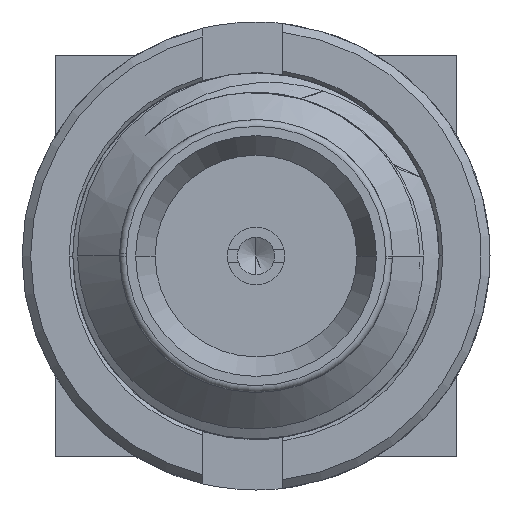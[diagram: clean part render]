
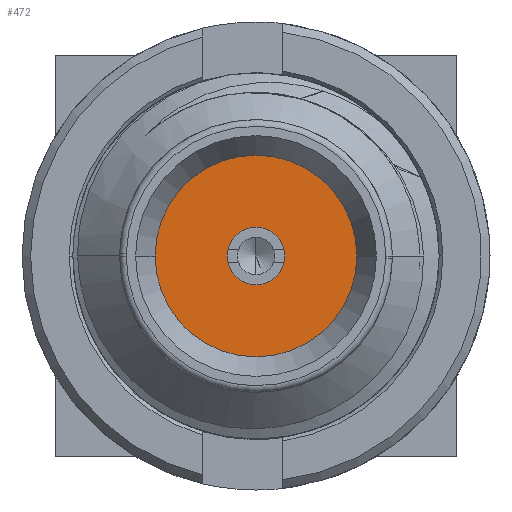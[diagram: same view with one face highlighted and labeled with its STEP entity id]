
A CAD part, left-side view. The second image highlights one B-rep face of the part: STEP entity #472.
In plain terms, the highlighted planar face has unit normal (-1, 0, 0).
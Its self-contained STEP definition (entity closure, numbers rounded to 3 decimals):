
#472=ADVANCED_FACE('',(#957,#958),#959,.T.);
#957=FACE_OUTER_BOUND('',#11015,.T.);
#958=FACE_BOUND('',#11016,.T.);
#959=PLANE('',#11017);
#11015=EDGE_LOOP('',(#12384,#12385));
#11016=EDGE_LOOP('',(#12386,#12387));
#11017=AXIS2_PLACEMENT_3D('',#12388,#12389,#12390);
#12384=ORIENTED_EDGE('',*,*,#13073,.F.);
#12385=ORIENTED_EDGE('',*,*,#13070,.F.);
#12386=ORIENTED_EDGE('',*,*,#13075,.F.);
#12387=ORIENTED_EDGE('',*,*,#13076,.F.);
#12388=CARTESIAN_POINT('',(5.842,0.0,0.0));
#12389=DIRECTION('',(-1.0,0.0,0.0));
#12390=DIRECTION('',(0.0,1.0,0.0));
#13070=EDGE_CURVE('',#13935,#13937,#13938,.F.);
#13073=EDGE_CURVE('',#13937,#13935,#13941,.F.);
#13075=EDGE_CURVE('',#13943,#13944,#13945,.F.);
#13076=EDGE_CURVE('',#13944,#13943,#13946,.F.);
#13935=VERTEX_POINT('',#29329);
#13937=VERTEX_POINT('',#29332);
#13938=CIRCLE('',#29333,1.511);
#13941=CIRCLE('',#29337,1.511);
#13943=VERTEX_POINT('',#29339);
#13944=VERTEX_POINT('',#29340);
#13945=CIRCLE('',#29341,0.43);
#13946=CIRCLE('',#29342,0.43);
#29329=CARTESIAN_POINT('',(5.842,1.511,0.0));
#29332=CARTESIAN_POINT('',(5.842,-1.511,0.));
#29333=AXIS2_PLACEMENT_3D('',#29797,#29798,#29799);
#29337=AXIS2_PLACEMENT_3D('',#29801,#29802,#29803);
#29339=CARTESIAN_POINT('',(5.842,0.,0.43));
#29340=CARTESIAN_POINT('',(5.842,0.,-0.43));
#29341=AXIS2_PLACEMENT_3D('',#29804,#29805,#29806);
#29342=AXIS2_PLACEMENT_3D('',#29807,#29808,#29809);
#29797=CARTESIAN_POINT('',(5.842,0.0,0.0));
#29798=DIRECTION('',(-1.0,0.0,0.0));
#29799=DIRECTION('',(0.0,1.0,0.0));
#29801=CARTESIAN_POINT('',(5.842,0.0,0.0));
#29802=DIRECTION('',(-1.0,0.0,0.0));
#29803=DIRECTION('',(0.0,1.0,0.0));
#29804=CARTESIAN_POINT('',(5.842,0.0,0.0));
#29805=DIRECTION('',(1.0,-0.0,0.0));
#29806=DIRECTION('',(0.0,0.0,-1.0));
#29807=CARTESIAN_POINT('',(5.842,0.0,0.0));
#29808=DIRECTION('',(1.0,-0.0,0.0));
#29809=DIRECTION('',(0.0,0.0,-1.0));
